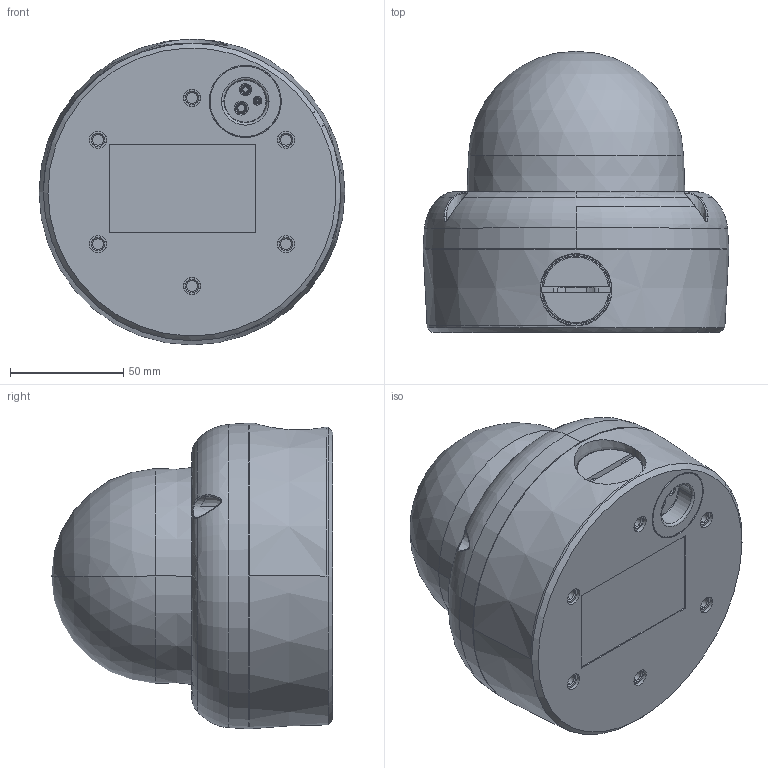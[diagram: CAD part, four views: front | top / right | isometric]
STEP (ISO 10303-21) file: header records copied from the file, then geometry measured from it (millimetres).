
FILE_DESCRIPTION((''),'2;1');
FILE_NAME('C261ABK','2021-02-17T',('Ian.Chang'),(''),'PRO/ENGINEER BY PARAMETRIC TECHNOLOGY CORPORATION, 2011490','PRO/ENGINEER BY PARAMETRIC TECHNOLOGY CORPORATION, 2011490','');
FILE_SCHEMA(('CONFIG_CONTROL_DESIGN'));
Length unit declared in the file: millimetre
Products named in the file (1): C261ABK
Bounding box: 135 x 124.07 x 135 mm (x, y, z)
Volume: 1161729.9 mm3; surface area: 69258.4 mm2
Topology: 1 solids, 5 shells, 319 faces, 797 edges, 518 vertices
Faces by surface type: plane 102, cylinder 84, cone 70, torus 36, bspline 19, sphere 8
Entity records: 11861 total; most frequent: CARTESIAN_POINT 4168, DIRECTION 1645, ORIENTED_EDGE 1590, EDGE_CURVE 795, AXIS2_PLACEMENT_3D 682, VERTEX_POINT 518, CIRCLE 382, EDGE_LOOP 357
